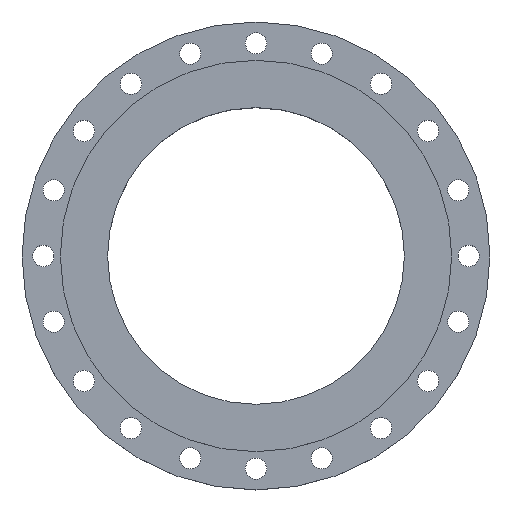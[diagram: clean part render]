
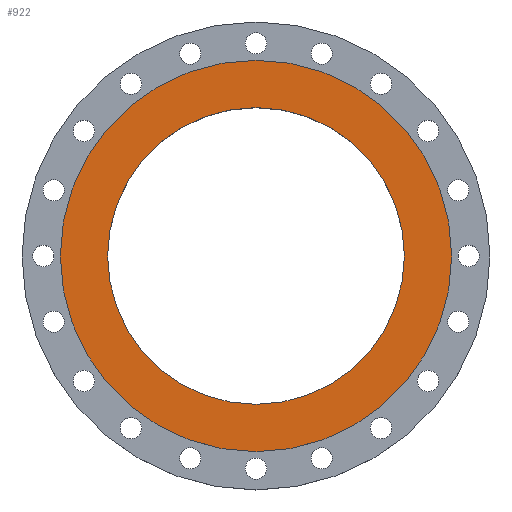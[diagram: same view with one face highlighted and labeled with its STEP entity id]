
A CAD part, top view. The second image highlights one B-rep face of the part: STEP entity #922.
In plain terms, the highlighted planar face has unit normal (0, 0, 1).
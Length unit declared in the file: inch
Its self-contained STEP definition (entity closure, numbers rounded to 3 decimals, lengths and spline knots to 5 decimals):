
#1 = AXIS2_PLACEMENT_3D ( 'NONE', #529, #1189, #357 ) ;
#8 = AXIS2_PLACEMENT_3D ( 'NONE', #528, #1144, #509 ) ;
#138 = CIRCLE ( 'NONE', #1, 11.5 ) ;
#205 = AXIS2_PLACEMENT_3D ( 'NONE', #1886, #1432, #772 ) ;
#290 = EDGE_CURVE ( 'NONE', #1348, #1364, #138, .T. ) ;
#357 = DIRECTION ( 'NONE',  ( 1., 0., 0. ) ) ;
#372 = ORIENTED_EDGE ( 'NONE', *, *, #1356, .T. ) ;
#395 = EDGE_LOOP ( 'NONE', ( #1939, #372 ) ) ;
#440 = ORIENTED_EDGE ( 'NONE', *, *, #813, .F. ) ;
#479 = CARTESIAN_POINT ( 'NONE',  ( 0., 0., 0. ) ) ;
#509 = DIRECTION ( 'NONE',  ( 1., 0., 0. ) ) ;
#525 = PLANE ( 'NONE',  #2039 ) ;
#528 = CARTESIAN_POINT ( 'NONE',  ( 0., 0., 0. ) ) ;
#529 = CARTESIAN_POINT ( 'NONE',  ( 0., 0., 0. ) ) ;
#621 = CIRCLE ( 'NONE', #1241, 8.71875 ) ;
#628 = CIRCLE ( 'NONE', #205, 11.5 ) ;
#649 = DIRECTION ( 'NONE',  ( 1., 0., 0. ) ) ;
#772 = DIRECTION ( 'NONE',  ( 1., 0., 0. ) ) ;
#792 = EDGE_LOOP ( 'NONE', ( #440, #1104 ) ) ;
#813 = EDGE_CURVE ( 'NONE', #909, #1685, #621, .T. ) ;
#847 = DIRECTION ( 'NONE',  ( -1., 0., 0. ) ) ;
#909 = VERTEX_POINT ( 'NONE', #1357 ) ;
#922 = ADVANCED_FACE ( 'NONE', ( #1181, #1657 ), #525, .F. ) ;
#1027 = CARTESIAN_POINT ( 'NONE',  ( -8.71875, 0., 0. ) ) ;
#1104 = ORIENTED_EDGE ( 'NONE', *, *, #1505, .F. ) ;
#1113 = CARTESIAN_POINT ( 'NONE',  ( 11.5, 0., 0. ) ) ;
#1144 = DIRECTION ( 'NONE',  ( 0., 0., 1. ) ) ;
#1172 = CARTESIAN_POINT ( 'NONE',  ( 0., 8.71875, 0. ) ) ;
#1181 = FACE_BOUND ( 'NONE', #792, .T. ) ;
#1189 = DIRECTION ( 'NONE',  ( 0., 0., 1. ) ) ;
#1194 = DIRECTION ( 'NONE',  ( 0., 0., -1. ) ) ;
#1241 = AXIS2_PLACEMENT_3D ( 'NONE', #479, #2090, #649 ) ;
#1348 = VERTEX_POINT ( 'NONE', #1113 ) ;
#1356 = EDGE_CURVE ( 'NONE', #1364, #1348, #628, .T. ) ;
#1357 = CARTESIAN_POINT ( 'NONE',  ( 8.71875, 0., 0. ) ) ;
#1364 = VERTEX_POINT ( 'NONE', #1742 ) ;
#1432 = DIRECTION ( 'NONE',  ( 0., 0., 1. ) ) ;
#1505 = EDGE_CURVE ( 'NONE', #1685, #909, #1839, .T. ) ;
#1657 = FACE_OUTER_BOUND ( 'NONE', #395, .T. ) ;
#1685 = VERTEX_POINT ( 'NONE', #1027 ) ;
#1742 = CARTESIAN_POINT ( 'NONE',  ( -11.5, 0., 0. ) ) ;
#1839 = CIRCLE ( 'NONE', #8, 8.71875 ) ;
#1886 = CARTESIAN_POINT ( 'NONE',  ( 0., 0., 0. ) ) ;
#1939 = ORIENTED_EDGE ( 'NONE', *, *, #290, .T. ) ;
#2039 = AXIS2_PLACEMENT_3D ( 'NONE', #1172, #1194, #847 ) ;
#2090 = DIRECTION ( 'NONE',  ( 0., 0., 1. ) ) ;
